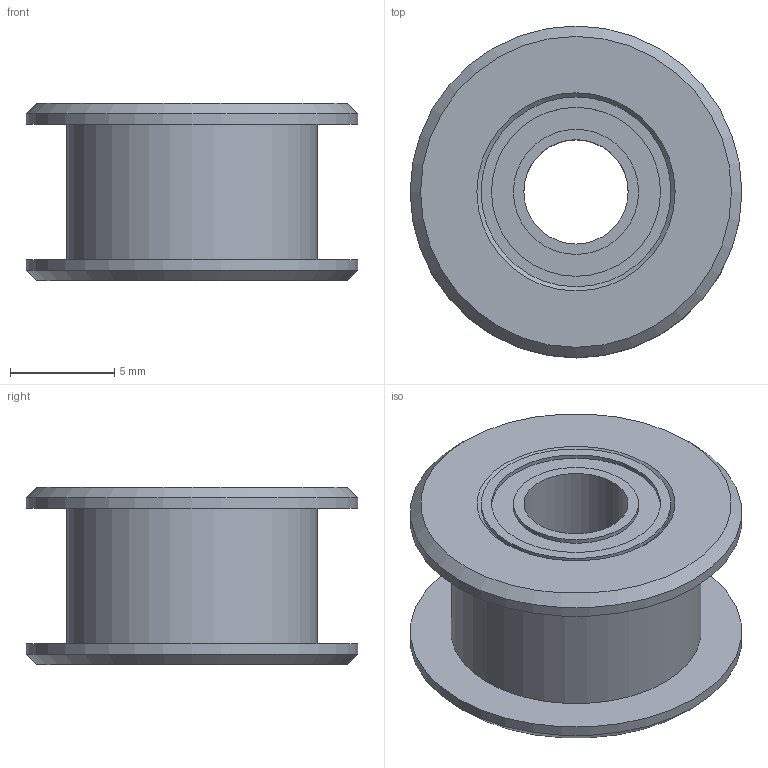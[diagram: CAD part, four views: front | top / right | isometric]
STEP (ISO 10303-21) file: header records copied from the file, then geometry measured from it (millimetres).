
FILE_DESCRIPTION(/* description */ (''),/* implementation_level */ '2;1');
FILE_NAME(/* name */ '9adbaaa8-5b50-41d3-88e6-bd65ba033f2d.stp',/* time_stamp */ '2025-08-11T20:10:43Z',/* author */ (''),/* organization */ (''),/* preprocessor_version */ 'ST-DEVELOPER v20.1',/* originating_system */ 'Autodesk Translation Framework v14.10.0.0',/* authorisation */ '');
FILE_SCHEMA (('AUTOMOTIVE_DESIGN { 1 0 10303 214 3 1 1 }'));
Length unit declared in the file: millimetre
Products named in the file (1): GT2 idler pulley (5 mm bore) v1
Bounding box: 15.9 x 15.9 x 8.5 mm (x, y, z)
Volume: 942.7 mm3; surface area: 1011.3 mm2
Topology: 1 solids, 1 shells, 24 faces, 38 edges, 24 vertices
Faces by surface type: cylinder 10, plane 10, cone 4
Full cylindrical faces by diameter (mm): 5 x1, 6 x2, 8.1 x2, 9.1 x2, 12 x1, 15.9 x2
Entity records: 600 total; most frequent: DIRECTION 112, CARTESIAN_POINT 87, ORIENTED_EDGE 76, AXIS2_PLACEMENT_3D 49, EDGE_CURVE 38, EDGE_LOOP 34, FACE_OUTER_BOUND 24, CIRCLE 24
